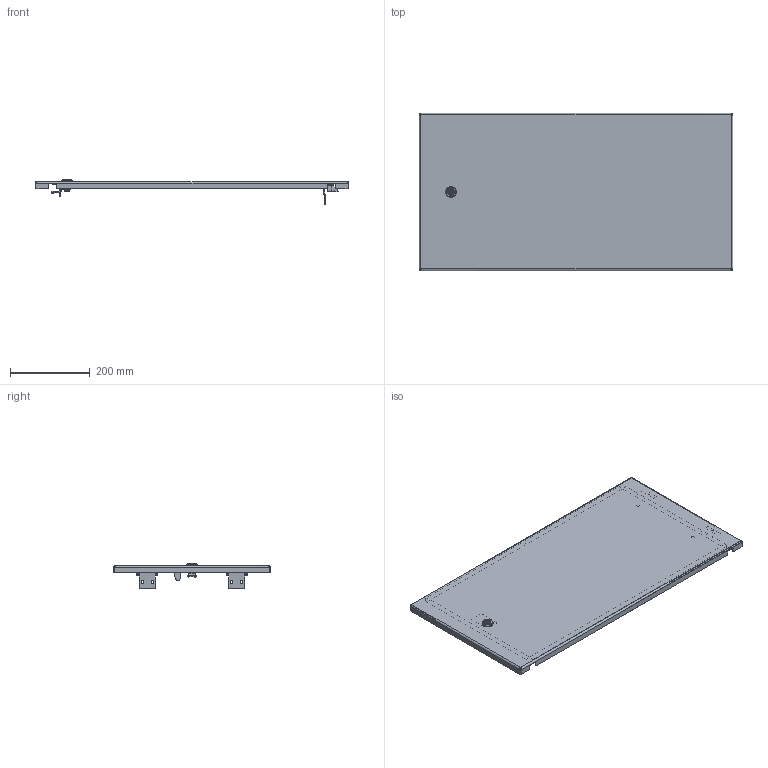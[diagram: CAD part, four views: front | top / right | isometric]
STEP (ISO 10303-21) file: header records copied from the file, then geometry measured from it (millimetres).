
FILE_DESCRIPTION (( 'STEP AP214' ), '1' );
FILE_NAME ('648.040.STEP', '2024-10-15T04:40:27', ( '' ), ( '' ), 'SwSTEP 2.0', 'SolidWorks 2021', '' );
FILE_SCHEMA (( 'AUTOMOTIVE_DESIGN' ));
Length unit declared in the file: millimetre
Products named in the file (22): Âòóëêà øàðíèðà; 630.002; Çàìîê ïîä äâå áîðîäêè Z ðèãåëåì.STEP; Ïåòëÿ ùèòîâàÿ ïðèâàðíàÿ; Äâåðíîå ïîëîòíî W800H400; Äâåðü W800H400; Áîëò Ì5õ10 ñ øåñòèãðàííîé ãîëîâêîé ñ ïðåññøàéáîé; 嵑謺麃 瀁蠉澼鍣 094; ______________ ______.STEP; 2102200253-YEN_ PANO K_L_T KOVANI KROM.STEP; 648.040; 1209100038(M6x8 Kombi Vida)_sss.STEP; 630.000; 嵑謺麃; Ðåçèíêà øàðíèðà; 2101350253-15-DB15mm YEN_ G_BEK.STEP; Øïèëüêà ïðèâàðíàÿ Ì6õ16; ______ Z 3__.STEP; _____.STEP; 1207100236-Pano Kilit Yay_-1.STEP; Ãàñêåòèíã äâåðè W800H400; 2311050230-plastik-rondela.STEP
Assembly tree (28 placements, depth 3):
  648.040
    Äâåðü W800H400
      Äâåðíîå ïîëîòíî W800H400
      Ïåòëÿ ùèòîâàÿ ïðèâàðíàÿ  x2
      Øïèëüêà ïðèâàðíàÿ Ì6õ16  x2
      Ãàñêåòèíã äâåðè W800H400
    630.000  x2
    630.002
    嵑謺麃 瀁蠉澼鍣 094  x2
      嵑謺麃
      Âòóëêà øàðíèðà
      Ðåçèíêà øàðíèðà
    Çàìîê ïîä äâå áîðîäêè Z ðèãåëåì.STEP
      2102200253-YEN_ PANO K_L_T KOVANI KROM.STEP
      1207100236-Pano Kilit Yay_-1.STEP
      2311050230-plastik-rondela.STEP
      1209100038(M6x8 Kombi Vida)_sss.STEP
      2101350253-15-DB15mm YEN_ G_BEK.STEP
      _____.STEP
      ______________ ______.STEP
      ______ Z 3__.STEP
    Áîëò Ì5õ10 ñ øåñòèãðàííîé ãîëîâêîé ñ ïðåññøàéáîé  x4
Bounding box: 789 x 395 x 63.37 mm (x, y, z)
Volume: 846404.5 mm3; surface area: 813132.9 mm2
Topology: 51 solids, 51 shells, 1237 faces, 2982 edges, 1882 vertices
Faces by surface type: plane 520, cylinder 420, bspline 192, cone 55, torus 50
Entity records: 68661 total; most frequent: CARTESIAN_POINT 46670, ORIENTED_EDGE 4660, DIRECTION 3871, EDGE_CURVE 2330, VERTEX_POINT 1483, AXIS2_PLACEMENT_3D 1334, VECTOR 1203, LINE 1203
